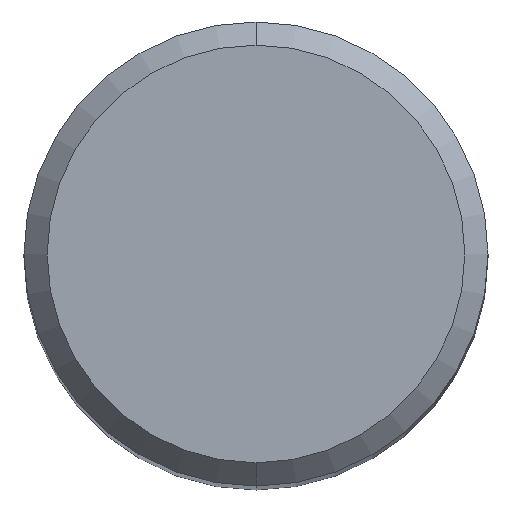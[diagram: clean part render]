
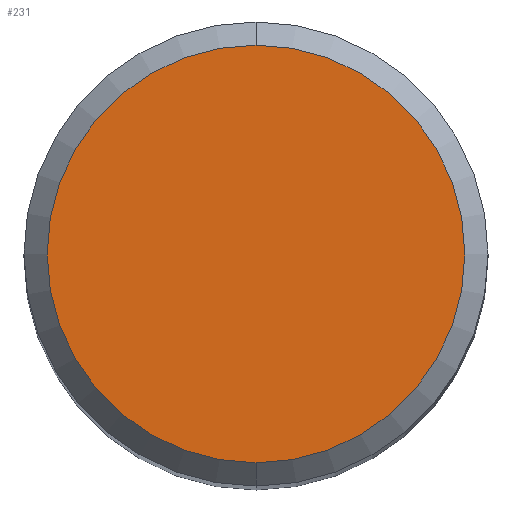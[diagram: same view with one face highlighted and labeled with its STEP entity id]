
A CAD part, top view. The second image highlights one B-rep face of the part: STEP entity #231.
In plain terms, the highlighted planar face has unit normal (0, 0, 1).
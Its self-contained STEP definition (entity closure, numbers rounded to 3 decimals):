
#195=EDGE_CURVE('',#335,#475,#511,.T.);
#231=ADVANCED_FACE('',(#548),#549,.T.);
#335=VERTEX_POINT('',#667);
#433=EDGE_CURVE('',#475,#335,#776,.T.);
#475=VERTEX_POINT('',#823);
#511=CIRCLE('',#876,4.5);
#548=FACE_OUTER_BOUND('',#943,.T.);
#549=PLANE('',#944);
#667=CARTESIAN_POINT('',(0.0,4.5,0.0));
#776=CIRCLE('',#1377,4.5);
#823=CARTESIAN_POINT('',(0.,-4.5,0.0));
#876=AXIS2_PLACEMENT_3D('',#1522,#1523,#1524);
#943=EDGE_LOOP('',(#1557,#1558));
#944=AXIS2_PLACEMENT_3D('',#1559,#1560,#1561);
#1377=AXIS2_PLACEMENT_3D('',#1825,#1826,#1827);
#1522=CARTESIAN_POINT('',(0.0,0.0,0.0));
#1523=DIRECTION('',(0.0,0.0,-1.0));
#1524=DIRECTION('',(0.0,1.0,0.0));
#1557=ORIENTED_EDGE('',*,*,#195,.F.);
#1558=ORIENTED_EDGE('',*,*,#433,.F.);
#1559=CARTESIAN_POINT('',(0.0,2.25,0.0));
#1560=DIRECTION('',(-0.0,0.0,1.0));
#1561=DIRECTION('',(0.0,-1.0,0.0));
#1825=CARTESIAN_POINT('',(0.0,0.0,0.0));
#1826=DIRECTION('',(0.0,0.0,-1.0));
#1827=DIRECTION('',(0.0,1.0,0.0));
